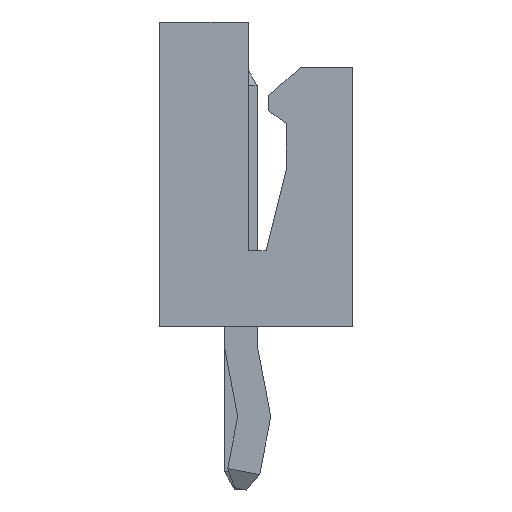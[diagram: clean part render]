
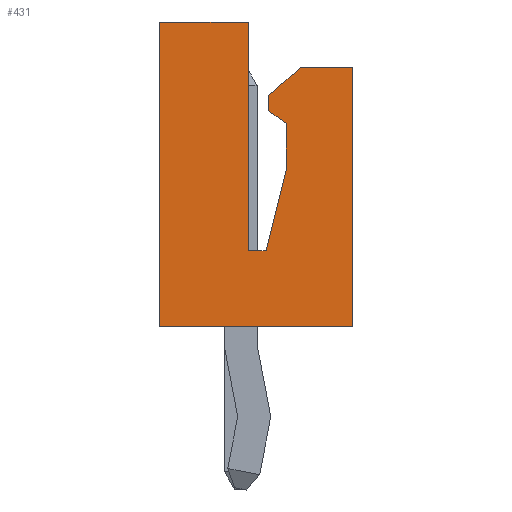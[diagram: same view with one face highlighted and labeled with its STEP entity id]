
A CAD part, left-side view. The second image highlights one B-rep face of the part: STEP entity #431.
In plain terms, the highlighted planar face has unit normal (-1, 0, 0).
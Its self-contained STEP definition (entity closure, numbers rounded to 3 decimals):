
#431 = ADVANCED_FACE( '', ( #1000 ), #1001, .T. );
#1000 = FACE_OUTER_BOUND( '', #1772, .T. );
#1001 = PLANE( '', #1773 );
#1772 = EDGE_LOOP( '', ( #2624, #2625, #2626, #2627, #2628, #2629, #2630, #2631, #2632, #2633, #2634, #2635 ) );
#1773 = AXIS2_PLACEMENT_3D( '', #2636, #2637, #2638 );
#2624 = ORIENTED_EDGE( '', *, *, #4855, .F. );
#2625 = ORIENTED_EDGE( '', *, *, #4856, .T. );
#2626 = ORIENTED_EDGE( '', *, *, #4857, .F. );
#2627 = ORIENTED_EDGE( '', *, *, #4858, .F. );
#2628 = ORIENTED_EDGE( '', *, *, #4859, .T. );
#2629 = ORIENTED_EDGE( '', *, *, #4860, .F. );
#2630 = ORIENTED_EDGE( '', *, *, #4861, .F. );
#2631 = ORIENTED_EDGE( '', *, *, #4862, .F. );
#2632 = ORIENTED_EDGE( '', *, *, #4863, .F. );
#2633 = ORIENTED_EDGE( '', *, *, #4864, .F. );
#2634 = ORIENTED_EDGE( '', *, *, #4865, .F. );
#2635 = ORIENTED_EDGE( '', *, *, #4866, .F. );
#2636 = CARTESIAN_POINT( '', ( -13.75, -1.9, -3. ) );
#2637 = DIRECTION( '', ( -1., 0., 0. ) );
#2638 = DIRECTION( '', ( 0., 0., 1. ) );
#4855 = EDGE_CURVE( '', #5829, #5830, #5831, .T. );
#4856 = EDGE_CURVE( '', #5829, #5832, #5833, .T. );
#4857 = EDGE_CURVE( '', #5834, #5832, #5835, .T. );
#4858 = EDGE_CURVE( '', #5836, #5834, #5837, .T. );
#4859 = EDGE_CURVE( '', #5836, #5838, #5839, .T. );
#4860 = EDGE_CURVE( '', #5840, #5838, #5841, .T. );
#4861 = EDGE_CURVE( '', #5842, #5840, #5843, .T. );
#4862 = EDGE_CURVE( '', #5844, #5842, #5845, .T. );
#4863 = EDGE_CURVE( '', #5846, #5844, #5847, .T. );
#4864 = EDGE_CURVE( '', #5848, #5846, #5849, .T. );
#4865 = EDGE_CURVE( '', #5850, #5848, #5851, .T. );
#4866 = EDGE_CURVE( '', #5830, #5850, #5852, .T. );
#5829 = VERTEX_POINT( '', #7237 );
#5830 = VERTEX_POINT( '', #7238 );
#5831 = LINE( '', #7239, #7240 );
#5832 = VERTEX_POINT( '', #7241 );
#5833 = LINE( '', #7242, #7243 );
#5834 = VERTEX_POINT( '', #7244 );
#5835 = LINE( '', #7245, #7246 );
#5836 = VERTEX_POINT( '', #7247 );
#5837 = LINE( '', #7248, #7249 );
#5838 = VERTEX_POINT( '', #7250 );
#5839 = LINE( '', #7251, #7252 );
#5840 = VERTEX_POINT( '', #7253 );
#5841 = LINE( '', #7254, #7255 );
#5842 = VERTEX_POINT( '', #7256 );
#5843 = LINE( '', #7257, #7258 );
#5844 = VERTEX_POINT( '', #7259 );
#5845 = LINE( '', #7260, #7261 );
#5846 = VERTEX_POINT( '', #7262 );
#5847 = LINE( '', #7263, #7264 );
#5848 = VERTEX_POINT( '', #7265 );
#5849 = LINE( '', #7266, #7267 );
#5850 = VERTEX_POINT( '', #7268 );
#5851 = LINE( '', #7269, #7270 );
#5852 = LINE( '', #7271, #7272 );
#7237 = CARTESIAN_POINT( '', ( -13.75, 0.15, 3. ) );
#7238 = CARTESIAN_POINT( '', ( -13.75, 0.15, -1.5 ) );
#7239 = CARTESIAN_POINT( '', ( -13.75, 0.15, -1.5 ) );
#7240 = VECTOR( '', #9044, 1000. );
#7241 = CARTESIAN_POINT( '', ( -13.75, 1.9, 3. ) );
#7242 = CARTESIAN_POINT( '', ( -13.75, -1.9, 3. ) );
#7243 = VECTOR( '', #9045, 1000. );
#7244 = CARTESIAN_POINT( '', ( -13.75, 1.9, -3. ) );
#7245 = CARTESIAN_POINT( '', ( -13.75, 1.9, -3. ) );
#7246 = VECTOR( '', #9046, 1000. );
#7247 = CARTESIAN_POINT( '', ( -13.75, -1.9, -3. ) );
#7248 = CARTESIAN_POINT( '', ( -13.75, -1.9, -3. ) );
#7249 = VECTOR( '', #9047, 1000. );
#7250 = CARTESIAN_POINT( '', ( -13.75, -1.9, 2.1 ) );
#7251 = CARTESIAN_POINT( '', ( -13.75, -1.9, -3. ) );
#7252 = VECTOR( '', #9048, 1000. );
#7253 = CARTESIAN_POINT( '', ( -13.75, -0.87, 2.1 ) );
#7254 = CARTESIAN_POINT( '', ( -13.75, -0.87, 2.1 ) );
#7255 = VECTOR( '', #9049, 1000. );
#7256 = CARTESIAN_POINT( '', ( -13.75, -0.25, 1.55 ) );
#7257 = CARTESIAN_POINT( '', ( -13.75, -0.25, 1.55 ) );
#7258 = VECTOR( '', #9050, 1000. );
#7259 = CARTESIAN_POINT( '', ( -13.75, -0.25, 1.25 ) );
#7260 = CARTESIAN_POINT( '', ( -13.75, -0.25, 1.55 ) );
#7261 = VECTOR( '', #9051, 1000. );
#7262 = CARTESIAN_POINT( '', ( -13.75, -0.6, 1. ) );
#7263 = CARTESIAN_POINT( '', ( -13.75, -0.25, 1.25 ) );
#7264 = VECTOR( '', #9052, 1000. );
#7265 = CARTESIAN_POINT( '', ( -13.75, -0.6, 0.1 ) );
#7266 = CARTESIAN_POINT( '', ( -13.75, -0.6, 1. ) );
#7267 = VECTOR( '', #9053, 1000. );
#7268 = CARTESIAN_POINT( '', ( -13.75, -0.2, -1.5 ) );
#7269 = CARTESIAN_POINT( '', ( -13.75, -0.2, -1.5 ) );
#7270 = VECTOR( '', #9054, 1000. );
#7271 = CARTESIAN_POINT( '', ( -13.75, 0.15, -1.5 ) );
#7272 = VECTOR( '', #9055, 1000. );
#9044 = DIRECTION( '', ( 0., 0., -1. ) );
#9045 = DIRECTION( '', ( 0., 1., 0. ) );
#9046 = DIRECTION( '', ( 0., 0., 1. ) );
#9047 = DIRECTION( '', ( 0., 1., 0. ) );
#9048 = DIRECTION( '', ( 0., 0., 1. ) );
#9049 = DIRECTION( '', ( 0., -1., 0. ) );
#9050 = DIRECTION( '', ( 0., -0.748, 0.664 ) );
#9051 = DIRECTION( '', ( 0., 0., 1. ) );
#9052 = DIRECTION( '', ( 0., 0.814, 0.581 ) );
#9053 = DIRECTION( '', ( 0., 0., 1. ) );
#9054 = DIRECTION( '', ( 0., -0.243, 0.97 ) );
#9055 = DIRECTION( '', ( 0., -1., 0. ) );
